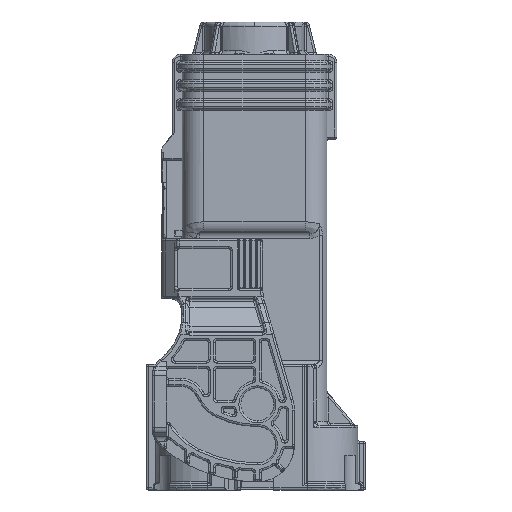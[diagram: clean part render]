
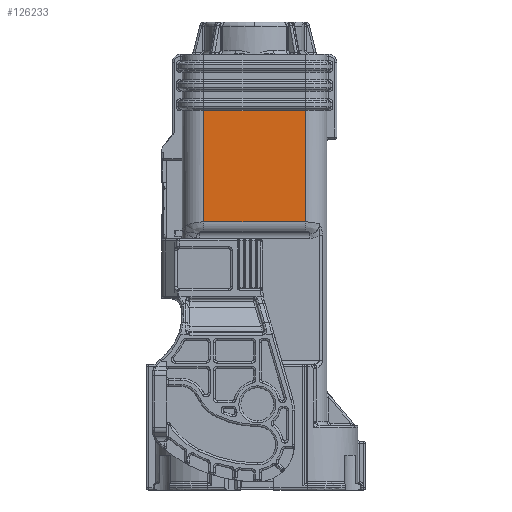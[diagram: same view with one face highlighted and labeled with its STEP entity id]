
A CAD part, left-side view. The second image highlights one B-rep face of the part: STEP entity #126233.
In plain terms, the highlighted planar face has unit normal (-1, 0, 0).
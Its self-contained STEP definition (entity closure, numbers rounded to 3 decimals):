
#4414 = CARTESIAN_POINT ( 'NONE',  ( -25.006, 8.106, 138.15 ) ) ;
#5045 = EDGE_CURVE ( 'NONE', #29303, #22404, #95259, .T. ) ;
#9996 = CARTESIAN_POINT ( 'NONE',  ( -25.006, -17.094, 112.15 ) ) ;
#10651 = DIRECTION ( 'NONE',  ( 0., 0., 1. ) ) ;
#11273 = CARTESIAN_POINT ( 'NONE',  ( -25.006, 8.106, 110.637 ) ) ;
#22404 = VERTEX_POINT ( 'NONE', #4414 ) ;
#22674 = CARTESIAN_POINT ( 'NONE',  ( -25.006, -22.394, 138.15 ) ) ;
#24233 = CARTESIAN_POINT ( 'NONE',  ( -25.006, -17.094, 110.637 ) ) ;
#26043 = ORIENTED_EDGE ( 'NONE', *, *, #120461, .T. ) ;
#28821 = VECTOR ( 'NONE', #10651, 1000. ) ;
#29303 = VERTEX_POINT ( 'NONE', #100634 ) ;
#33825 = VECTOR ( 'NONE', #64843, 1000. ) ;
#39020 = CARTESIAN_POINT ( 'NONE',  ( -25.006, -17.094, 112.15 ) ) ;
#40260 = LINE ( 'NONE', #9996, #28821 ) ;
#47471 = EDGE_CURVE ( 'NONE', #125398, #29303, #40260, .T. ) ;
#49107 = PLANE ( 'NONE',  #117128 ) ;
#49846 = LINE ( 'NONE', #84766, #94674 ) ;
#51262 = ORIENTED_EDGE ( 'NONE', *, *, #5045, .T. ) ;
#53418 = LINE ( 'NONE', #104584, #33825 ) ;
#64843 = DIRECTION ( 'NONE',  ( 0., 0., 1. ) ) ;
#67649 = VECTOR ( 'NONE', #74426, 1000. ) ;
#69955 = DIRECTION ( 'NONE',  ( -1., 0., 0. ) ) ;
#74426 = DIRECTION ( 'NONE',  ( 0., 1., 0. ) ) ;
#82455 = ORIENTED_EDGE ( 'NONE', *, *, #47471, .T. ) ;
#84766 = CARTESIAN_POINT ( 'NONE',  ( -25.006, -17.094, 110.637 ) ) ;
#90146 = EDGE_CURVE ( 'NONE', #90636, #22404, #53418, .T. ) ;
#90636 = VERTEX_POINT ( 'NONE', #11273 ) ;
#94674 = VECTOR ( 'NONE', #126472, 1000. ) ;
#95259 = LINE ( 'NONE', #22674, #67649 ) ;
#100634 = CARTESIAN_POINT ( 'NONE',  ( -25.006, -17.094, 138.15 ) ) ;
#100870 = DIRECTION ( 'NONE',  ( 0., 0., 1. ) ) ;
#103450 = ORIENTED_EDGE ( 'NONE', *, *, #90146, .F. ) ;
#104584 = CARTESIAN_POINT ( 'NONE',  ( -25.006, 8.106, 112.15 ) ) ;
#109685 = FACE_OUTER_BOUND ( 'NONE', #115909, .T. ) ;
#115909 = EDGE_LOOP ( 'NONE', ( #82455, #51262, #103450, #26043 ) ) ;
#117128 = AXIS2_PLACEMENT_3D ( 'NONE', #39020, #69955, #100870 ) ;
#120461 = EDGE_CURVE ( 'NONE', #90636, #125398, #49846, .T. ) ;
#125398 = VERTEX_POINT ( 'NONE', #24233 ) ;
#126233 = ADVANCED_FACE ( 'NONE', ( #109685 ), #49107, .T. ) ;
#126472 = DIRECTION ( 'NONE',  ( 0., -1., 0. ) ) ;
